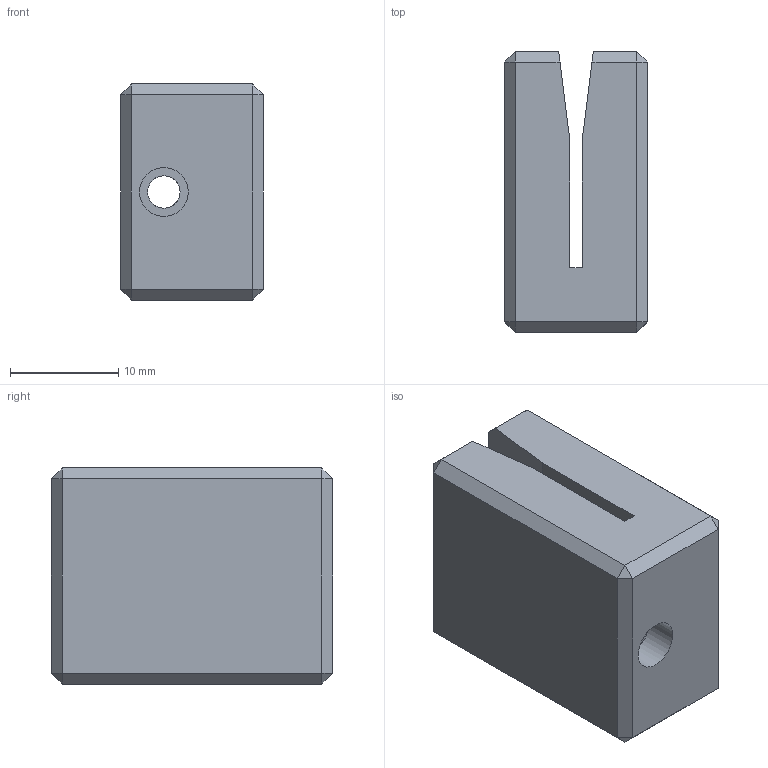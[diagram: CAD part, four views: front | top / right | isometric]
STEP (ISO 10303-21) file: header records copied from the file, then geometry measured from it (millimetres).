
FILE_DESCRIPTION(('FreeCAD Model'),'2;1');
FILE_NAME('Open CASCADE Shape Model','2024-09-03T21:57:53',('Author'),( ''),'Open CASCADE STEP processor 7.7','Ondsel','Unknown');
FILE_SCHEMA(('AUTOMOTIVE_DESIGN { 1 0 10303 214 1 1 1 1 }'));
Length unit declared in the file: millimetre
Products named in the file (1): Body
Bounding box: 13.2 x 26 x 20 mm (x, y, z)
Volume: 5904.4 mm3; surface area: 3039.5 mm2
Topology: 1 solids, 1 shells, 39 faces, 86 edges, 49 vertices
Faces by surface type: plane 35, bspline 2, cylinder 2
Full cylindrical faces by diameter (mm): 3 x1, 4.5 x1
Entity records: 2662 total; most frequent: CARTESIAN_POINT 891, DIRECTION 318, LINE 234, VECTOR 234, ORIENTED_EDGE 172, PCURVE 172, DEFINITIONAL_REPRESENTATION 172, EDGE_CURVE 86
